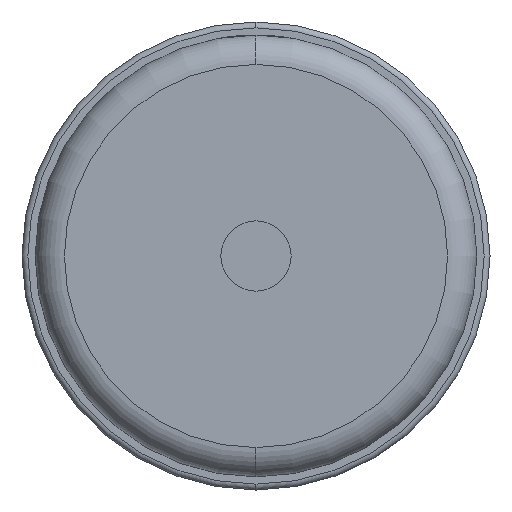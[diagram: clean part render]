
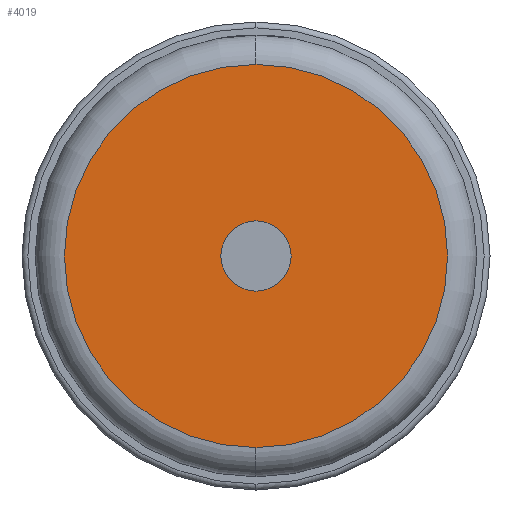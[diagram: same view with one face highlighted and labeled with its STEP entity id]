
A CAD part, left-side view. The second image highlights one B-rep face of the part: STEP entity #4019.
In plain terms, the highlighted planar face has unit normal (-1, 0, 0).
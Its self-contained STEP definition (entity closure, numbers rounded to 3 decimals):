
#76 = AXIS2_PLACEMENT_3D ( 'NONE', #4304, #1154, #3858 ) ;
#130 = ORIENTED_EDGE ( 'NONE', *, *, #2175, .F. ) ;
#246 = CARTESIAN_POINT ( 'NONE',  ( 0., 0., 0. ) ) ;
#251 = DIRECTION ( 'NONE',  ( -1., 0., 0. ) ) ;
#291 = ORIENTED_EDGE ( 'NONE', *, *, #1605, .T. ) ;
#331 = AXIS2_PLACEMENT_3D ( 'NONE', #246, #1343, #2173 ) ;
#620 = DIRECTION ( 'NONE',  ( 0., 0., -1. ) ) ;
#622 = CIRCLE ( 'NONE', #76, 32.75 ) ;
#712 = VERTEX_POINT ( 'NONE', #734 ) ;
#734 = CARTESIAN_POINT ( 'NONE',  ( 0., 0., 6. ) ) ;
#873 = EDGE_CURVE ( 'NONE', #1436, #2734, #622, .T. ) ;
#1094 = CARTESIAN_POINT ( 'NONE',  ( 0., 0., -6. ) ) ;
#1154 = DIRECTION ( 'NONE',  ( -1., 0., 0. ) ) ;
#1343 = DIRECTION ( 'NONE',  ( 1., 0., 0. ) ) ;
#1436 = VERTEX_POINT ( 'NONE', #4043 ) ;
#1572 = CIRCLE ( 'NONE', #4679, 32.75 ) ;
#1605 = EDGE_CURVE ( 'NONE', #2734, #1436, #1572, .T. ) ;
#1620 = EDGE_LOOP ( 'NONE', ( #3569, #130 ) ) ;
#1674 = EDGE_CURVE ( 'NONE', #2552, #712, #4276, .T. ) ;
#1718 = FACE_BOUND ( 'NONE', #1620, .T. ) ;
#2173 = DIRECTION ( 'NONE',  ( 0., 0., -1. ) ) ;
#2175 = EDGE_CURVE ( 'NONE', #712, #2552, #3890, .T. ) ;
#2306 = CARTESIAN_POINT ( 'NONE',  ( 0., 0., -32.75 ) ) ;
#2399 = DIRECTION ( 'NONE',  ( 0., 0., -1. ) ) ;
#2501 = PLANE ( 'NONE',  #331 ) ;
#2552 = VERTEX_POINT ( 'NONE', #1094 ) ;
#2734 = VERTEX_POINT ( 'NONE', #2306 ) ;
#2927 = CARTESIAN_POINT ( 'NONE',  ( 0., 0., 0. ) ) ;
#3092 = CARTESIAN_POINT ( 'NONE',  ( 0., 0., 0. ) ) ;
#3125 = DIRECTION ( 'NONE',  ( -1., 0., 0. ) ) ;
#3480 = AXIS2_PLACEMENT_3D ( 'NONE', #4698, #3125, #2399 ) ;
#3569 = ORIENTED_EDGE ( 'NONE', *, *, #1674, .F. ) ;
#3616 = AXIS2_PLACEMENT_3D ( 'NONE', #3092, #3623, #3990 ) ;
#3623 = DIRECTION ( 'NONE',  ( -1., 0., 0. ) ) ;
#3628 = EDGE_LOOP ( 'NONE', ( #291, #4987 ) ) ;
#3858 = DIRECTION ( 'NONE',  ( 0., 0., -1. ) ) ;
#3890 = CIRCLE ( 'NONE', #3480, 6. ) ;
#3990 = DIRECTION ( 'NONE',  ( 0., 0., -1. ) ) ;
#4019 = ADVANCED_FACE ( 'NONE', ( #4045, #1718 ), #2501, .F. ) ;
#4043 = CARTESIAN_POINT ( 'NONE',  ( 0., 0., 32.75 ) ) ;
#4045 = FACE_OUTER_BOUND ( 'NONE', #3628, .T. ) ;
#4276 = CIRCLE ( 'NONE', #3616, 6. ) ;
#4304 = CARTESIAN_POINT ( 'NONE',  ( 0., 0., 0. ) ) ;
#4679 = AXIS2_PLACEMENT_3D ( 'NONE', #2927, #251, #620 ) ;
#4698 = CARTESIAN_POINT ( 'NONE',  ( 0., 0., 0. ) ) ;
#4987 = ORIENTED_EDGE ( 'NONE', *, *, #873, .T. ) ;
